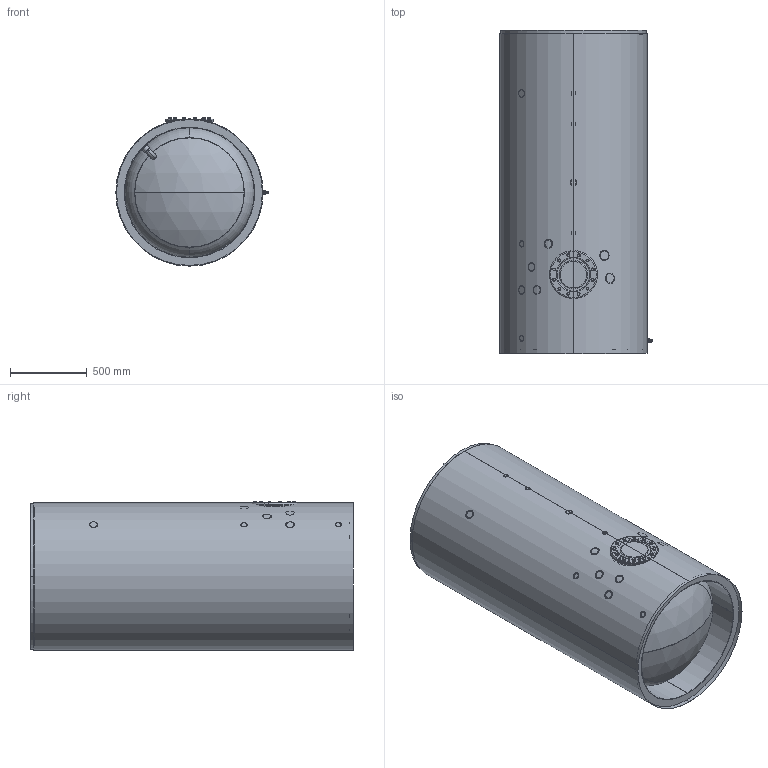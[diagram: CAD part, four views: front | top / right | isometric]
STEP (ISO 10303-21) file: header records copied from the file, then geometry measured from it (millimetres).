
FILE_DESCRIPTION (( 'STEP AP203' ), '1' );
FILE_NAME ('ÂÍ.1000.001.00.00 Âîäîíàãðåâàòåëü.STEP', '2021-08-29T10:43:26', ( 'suchkovdn' ), ( '' ), 'SwSTEP 2.0', 'SolidWorks 2018', '' );
FILE_SCHEMA (( 'CONFIG_CONTROL_DESIGN' ));
Length unit declared in the file: millimetre
Products named in the file (45): 蟬.1000.001.01.00 昜闉趌00; Ïðîêëàäêà ëþêà 300_00; 署赅 膻赅 300_00; ÂÍ.1000.001.00.08 Îòâîä_90ø-38å4; ÂÍ.1000.001.00.00 Âîäîíàãðåâàòåëü; ч蜱齁罻 1; 谊囗黖00; ч蜱齁罻 68; 燴鍱 (500 擤)_00; Çíàê çàçåìëåíèÿ_00; 塔忮瘃鸰00; ч蜱齁罻 2; ﾗ襄鸙 蓁 瑙 315_00; ÂÍ.1000.001.00.06 Íàêëàäêà_850å4; 淟檍瀖00; Ïàòðóáîê G1 1_2_34å4-160; ﾘ琺矜 ﾃﾎﾑﾒ 11371-78_12; ÂÍ.1000.001.01.03 Ïàòðóáîê_76å4-50; 呧蜦蠂駻00; 峦.1000.001.00.07 彦瘘汔_懃囔 3-2-1_1; ÂÍ.1000.001.00.02 Äíèùå âåðõíåå_850å4; Ãàéêà_Â_5915-70_Œ12; ÂÍ.1000.001.01.01 Îáå÷àéêà_1200å4; L=200; ÂÍ.1000.001.00.03 Äíèùå íèæíåå_850å4; 项牮桢 磬痼骓铄_00; Áîáûøêà äëÿ ÒÝÍ (G2)-80_00; Áîáûøêà G1_00; Øïèëüêà ðåçüáîâàÿ_Œ12å80; Øàéáà_ïðóæèííàÿ_6402-70_ä12; Áîáûøêà ïîä òåðìîìåòð_00; 蟬.1000.001.00.16 凎摫螵00; ч蜱齁罻 30; ч蜱齁罻 42; Áîëò ÃÎÑÒ Ð ÈÑÎ 4017_Œ12å30; Áîáûøêà äëÿ ÒÝÍ (G1 1_2)_00; 蟬.1000.001.00.01 挓毿骫罻_00; ч蜱齁罻1_2; ﾗ襄鸙 960_00; 项牮桢 忭篁疱礤錩00; 諘蜱齁罻 57 ...
Assembly tree (63 placements, depth 3):
  ÂÍ.1000.001.00.00 Âîäîíàãðåâàòåëü
    蟬.1000.001.01.00 昜闉趌00
      ÂÍ.1000.001.01.01 Îáå÷àéêà_1200å4; L=200
      ÂÍ.1000.001.01.03 Ïàòðóáîê_76å4-50
      Øïèëüêà ðåçüáîâàÿ_Œ12å80
      Ãàéêà_Â_5915-70_Œ12  x2
      ﾘ琺矜 ﾃﾎﾑﾒ 11371-78_12  x2
      Øàéáà_ïðóæèííàÿ_6402-70_ä12
    蟬.1000.001.00.01 挓毿骫罻_00
    ÂÍ.1000.001.00.02 Äíèùå âåðõíåå_850å4
    ÂÍ.1000.001.00.03 Äíèùå íèæíåå_850å4
    ÂÍ.1000.001.00.04 Áîáûøêà âîçäóøíèê_34å4-160
    ÂÍ.1000.001.00.05 Ïàòðóáîê ñëèâà_42å3-200
    ÂÍ.1000.001.00.06 Íàêëàäêà_850å4  x2
    峦.1000.001.00.07 彦瘘汔_懃囔 3-2-1_1  x2
    ÂÍ.1000.001.00.08 Îòâîä_90ø-38å4
    蟬.1000.001.00.16 凎摫螵00  x3
    Ïàòðóáîê G1 1_2_34å4-160  x2
    Áîáûøêà ïîä òåðìîìåòð_00  x3
    Áîáûøêà G1_00  x2
    Áîáûøêà äëÿ ÒÝÍ (G1 1_2)_00  x3
    Áîáûøêà äëÿ ÒÝÍ (G2)-80_00  x2
    Èçîëÿöèÿ_00
    Áîëò ÃÎÑÒ Ð ÈÑÎ 4017_Œ12å30  x12
    Ãàéêà_Â_5915-70_Œ12  x12
    谊囗黖00
    署赅 膻赅 300_00
    Ïðîêëàäêà ëþêà 300_00
    Ëþê 300_00
  ч蜱齁罻 1
  ч蜱齁罻 68
  燴鍱 (500 擤)_00
  Çíàê çàçåìëåíèÿ_00
Bounding box: 992 x 2103 x 965.5 mm (x, y, z)
Volume: 341226541.8 mm3; surface area: 40355648.9 mm2
Topology: 75 solids, 75 shells, 1013 faces, 2335 edges, 1494 vertices
Faces by surface type: plane 369, cylinder 354, cone 204, torus 64, sphere 20, bspline 2
Entity records: 25399 total; most frequent: CARTESIAN_POINT 9737, DIRECTION 2333, ORIENTED_EDGE 2024, EDGE_CURVE 1012, AXIS2_PLACEMENT_3D 994, VERTEX_POINT 650, EDGE_LOOP 586, CIRCLE 511
